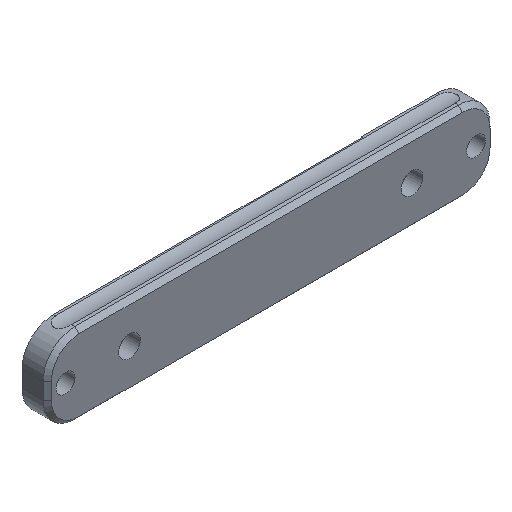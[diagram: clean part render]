
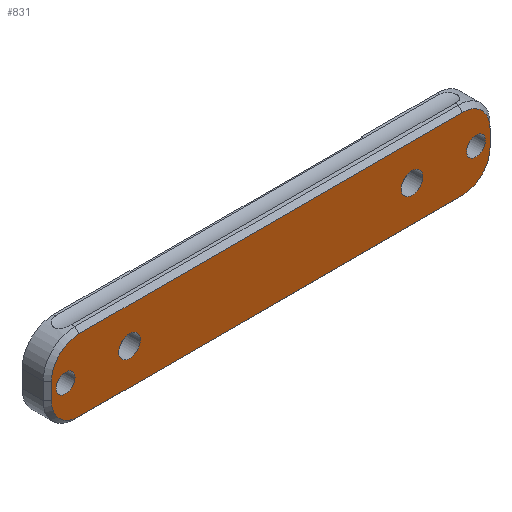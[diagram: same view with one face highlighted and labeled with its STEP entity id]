
A CAD part, isometric view. The second image highlights one B-rep face of the part: STEP entity #831.
In plain terms, the highlighted planar face has unit normal (0, -1, 0).
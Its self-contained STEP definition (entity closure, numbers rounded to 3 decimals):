
#15=FACE_BOUND('',#151,.T.);
#16=FACE_BOUND('',#152,.T.);
#17=FACE_BOUND('',#153,.T.);
#18=FACE_BOUND('',#154,.T.);
#47=CIRCLE('',#890,13.);
#49=CIRCLE('',#894,13.);
#51=CIRCLE('',#898,13.);
#53=CIRCLE('',#902,13.);
#56=CIRCLE('',#910,5.1);
#57=CIRCLE('',#911,5.1);
#58=CIRCLE('',#912,5.1);
#59=CIRCLE('',#913,5.1);
#60=CIRCLE('',#914,4.5);
#61=CIRCLE('',#915,4.5);
#102=FACE_OUTER_BOUND('',#150,.T.);
#150=EDGE_LOOP('',(#602,#603,#604,#605,#606,#607,#608,#609));
#151=EDGE_LOOP('',(#610,#611));
#152=EDGE_LOOP('',(#612,#613));
#153=EDGE_LOOP('',(#614));
#154=EDGE_LOOP('',(#615));
#199=LINE('',#1237,#277);
#204=LINE('',#1251,#282);
#208=LINE('',#1263,#286);
#212=LINE('',#1275,#290);
#277=VECTOR('',#980,10.);
#282=VECTOR('',#993,10.);
#286=VECTOR('',#1005,10.);
#290=VECTOR('',#1017,10.);
#355=VERTEX_POINT('',#1234);
#356=VERTEX_POINT('',#1236);
#359=VERTEX_POINT('',#1244);
#361=VERTEX_POINT('',#1249);
#363=VERTEX_POINT('',#1256);
#365=VERTEX_POINT('',#1261);
#367=VERTEX_POINT('',#1268);
#369=VERTEX_POINT('',#1273);
#377=VERTEX_POINT('',#1324);
#378=VERTEX_POINT('',#1325);
#379=VERTEX_POINT('',#1328);
#380=VERTEX_POINT('',#1329);
#381=VERTEX_POINT('',#1332);
#382=VERTEX_POINT('',#1334);
#433=EDGE_CURVE('',#355,#356,#199,.T.);
#438=EDGE_CURVE('',#359,#355,#47,.T.);
#440=EDGE_CURVE('',#361,#359,#204,.T.);
#444=EDGE_CURVE('',#363,#361,#49,.T.);
#446=EDGE_CURVE('',#365,#363,#208,.T.);
#450=EDGE_CURVE('',#367,#365,#51,.T.);
#452=EDGE_CURVE('',#369,#367,#212,.T.);
#455=EDGE_CURVE('',#356,#369,#53,.T.);
#467=EDGE_CURVE('',#377,#378,#56,.T.);
#468=EDGE_CURVE('',#378,#377,#57,.T.);
#469=EDGE_CURVE('',#379,#380,#58,.T.);
#470=EDGE_CURVE('',#380,#379,#59,.T.);
#471=EDGE_CURVE('',#381,#381,#60,.T.);
#472=EDGE_CURVE('',#382,#382,#61,.T.);
#602=ORIENTED_EDGE('',*,*,#433,.F.);
#603=ORIENTED_EDGE('',*,*,#438,.F.);
#604=ORIENTED_EDGE('',*,*,#440,.F.);
#605=ORIENTED_EDGE('',*,*,#444,.F.);
#606=ORIENTED_EDGE('',*,*,#446,.F.);
#607=ORIENTED_EDGE('',*,*,#450,.F.);
#608=ORIENTED_EDGE('',*,*,#452,.F.);
#609=ORIENTED_EDGE('',*,*,#455,.F.);
#610=ORIENTED_EDGE('',*,*,#467,.T.);
#611=ORIENTED_EDGE('',*,*,#468,.T.);
#612=ORIENTED_EDGE('',*,*,#469,.T.);
#613=ORIENTED_EDGE('',*,*,#470,.T.);
#614=ORIENTED_EDGE('',*,*,#471,.T.);
#615=ORIENTED_EDGE('',*,*,#472,.T.);
#798=PLANE('',#909);
#831=ADVANCED_FACE('',(#102,#15,#16,#17,#18),#798,.T.);
#890=AXIS2_PLACEMENT_3D('',#1246,#988,#989);
#894=AXIS2_PLACEMENT_3D('',#1258,#1000,#1001);
#898=AXIS2_PLACEMENT_3D('',#1270,#1012,#1013);
#902=AXIS2_PLACEMENT_3D('',#1279,#1023,#1024);
#909=AXIS2_PLACEMENT_3D('',#1323,#1045,#1046);
#910=AXIS2_PLACEMENT_3D('',#1326,#1047,#1048);
#911=AXIS2_PLACEMENT_3D('',#1327,#1049,#1050);
#912=AXIS2_PLACEMENT_3D('',#1330,#1051,#1052);
#913=AXIS2_PLACEMENT_3D('',#1331,#1053,#1054);
#914=AXIS2_PLACEMENT_3D('',#1333,#1055,#1056);
#915=AXIS2_PLACEMENT_3D('',#1335,#1057,#1058);
#980=DIRECTION('',(1.,0.,0.));
#988=DIRECTION('center_axis',(0.,1.,0.));
#989=DIRECTION('ref_axis',(-0.707,0.,0.707));
#993=DIRECTION('',(0.,0.,1.));
#1000=DIRECTION('center_axis',(0.,1.,0.));
#1001=DIRECTION('ref_axis',(-0.707,0.,-0.707));
#1005=DIRECTION('',(-1.,0.,0.));
#1012=DIRECTION('center_axis',(0.,1.,0.));
#1013=DIRECTION('ref_axis',(0.707,0.,-0.707));
#1017=DIRECTION('',(0.,0.,-1.));
#1023=DIRECTION('center_axis',(0.,1.,0.));
#1024=DIRECTION('ref_axis',(0.707,0.,0.707));
#1045=DIRECTION('center_axis',(0.,-1.,0.));
#1046=DIRECTION('ref_axis',(0.,0.,-1.));
#1047=DIRECTION('center_axis',(0.,1.,0.));
#1048=DIRECTION('ref_axis',(1.,0.,0.));
#1049=DIRECTION('center_axis',(0.,1.,0.));
#1050=DIRECTION('ref_axis',(1.,0.,0.));
#1051=DIRECTION('center_axis',(0.,1.,0.));
#1052=DIRECTION('ref_axis',(1.,0.,0.));
#1053=DIRECTION('center_axis',(0.,1.,0.));
#1054=DIRECTION('ref_axis',(1.,0.,0.));
#1055=DIRECTION('center_axis',(0.,1.,0.));
#1056=DIRECTION('ref_axis',(-1.,0.,0.));
#1057=DIRECTION('center_axis',(0.,1.,0.));
#1058=DIRECTION('ref_axis',(-1.,0.,0.));
#1234=CARTESIAN_POINT('',(-91.,0.,17.));
#1236=CARTESIAN_POINT('',(91.,0.,17.));
#1237=CARTESIAN_POINT('',(-53.,0.,17.));
#1244=CARTESIAN_POINT('',(-104.,0.,4.));
#1246=CARTESIAN_POINT('Origin',(-91.,0.,4.));
#1249=CARTESIAN_POINT('',(-104.,0.,-4.));
#1251=CARTESIAN_POINT('',(-104.,0.,-9.5));
#1256=CARTESIAN_POINT('',(-91.,0.,-17.));
#1258=CARTESIAN_POINT('Origin',(-91.,0.,-4.));
#1261=CARTESIAN_POINT('',(91.,0.,-17.));
#1263=CARTESIAN_POINT('',(53.,0.,-17.));
#1268=CARTESIAN_POINT('',(104.,0.,-4.));
#1270=CARTESIAN_POINT('Origin',(91.,0.,-4.));
#1273=CARTESIAN_POINT('',(104.,0.,4.));
#1275=CARTESIAN_POINT('',(104.,0.,9.5));
#1279=CARTESIAN_POINT('Origin',(91.,0.,4.));
#1323=CARTESIAN_POINT('Origin',(0.,0.,0.));
#1324=CARTESIAN_POINT('',(-61.9,0.,0.));
#1325=CARTESIAN_POINT('',(-72.1,0.,0.));
#1326=CARTESIAN_POINT('Origin',(-67.,0.,0.));
#1327=CARTESIAN_POINT('Origin',(-67.,0.,0.));
#1328=CARTESIAN_POINT('',(72.1,0.,0.));
#1329=CARTESIAN_POINT('',(61.9,0.,0.));
#1330=CARTESIAN_POINT('Origin',(67.,0.,0.));
#1331=CARTESIAN_POINT('Origin',(67.,0.,0.));
#1332=CARTESIAN_POINT('',(101.85,0.,0.));
#1333=CARTESIAN_POINT('Origin',(97.35,0.,0.));
#1334=CARTESIAN_POINT('',(-92.85,0.,0.));
#1335=CARTESIAN_POINT('Origin',(-97.35,0.,0.));
